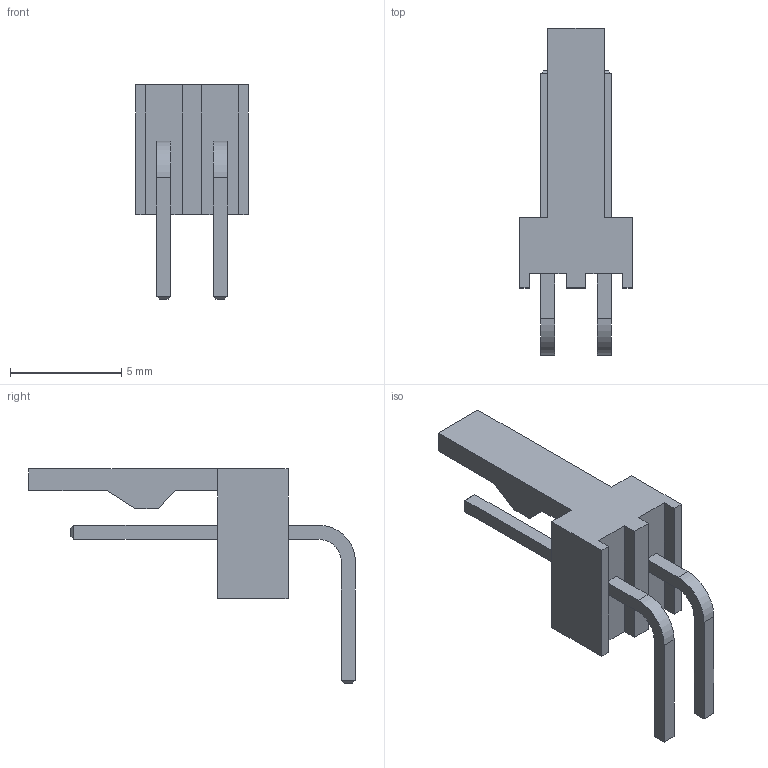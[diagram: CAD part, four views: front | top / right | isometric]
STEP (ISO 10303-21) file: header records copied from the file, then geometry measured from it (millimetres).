
FILE_DESCRIPTION(/* description */ (''),/* implementation_level */ '2;1');
FILE_NAME(/* name */ '22-05-7028-recenter.stp',/* time_stamp */ '2020-04-12T19:39:30-04:00',/* author */ ('huesof'),/* organization */ (''),/* preprocessor_version */ 'ST-DEVELOPER v18',/* originating_system */ 'Autodesk Inventor 2020',/* authorisation */ '');
FILE_SCHEMA (('AUTOMOTIVE_DESIGN { 1 0 10303 214 3 1 1 }'));
Length unit declared in the file: millimetre
Products named in the file (1): 22-05-7028-recenter
Bounding box: 5.08 x 14.72 x 9.65 mm (x, y, z)
Volume: 119.5 mm3; surface area: 290.4 mm2
Topology: 1 solids, 1 shells, 71 faces, 176 edges, 112 vertices
Faces by surface type: plane 67, cylinder 4
Entity records: 2091 total; most frequent: CARTESIAN_POINT 360, ORIENTED_EDGE 352, DIRECTION 328, EDGE_CURVE 176, LINE 168, VECTOR 168, VERTEX_POINT 112, AXIS2_PLACEMENT_3D 80
